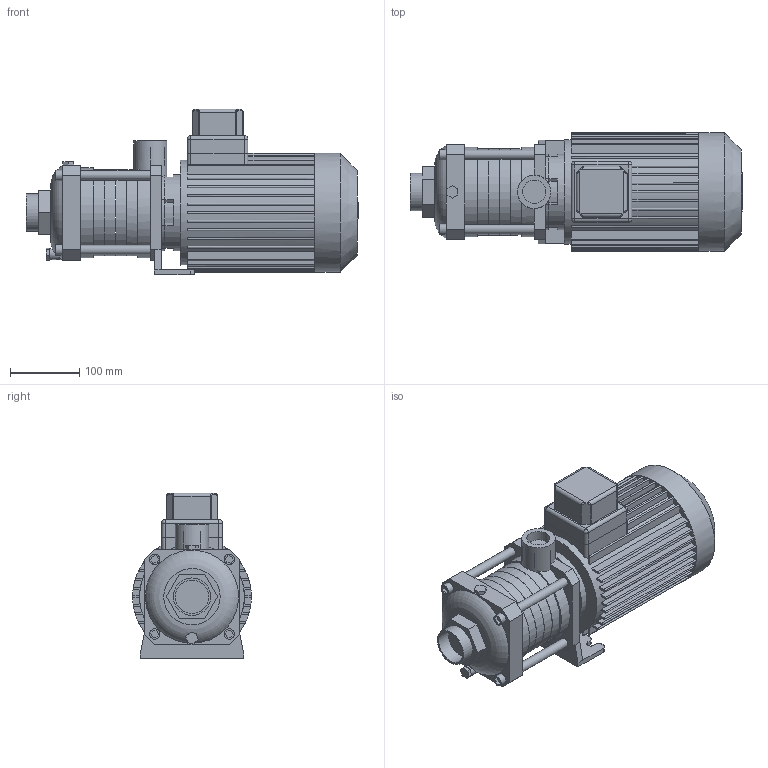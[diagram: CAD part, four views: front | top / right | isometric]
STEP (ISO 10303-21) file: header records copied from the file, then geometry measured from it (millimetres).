
FILE_DESCRIPTION(/* description */ (''),/* implementation_level */ '2;1');
FILE_NAME(/* name */ '3d_MHIL904-E-3-400-50-2_IE3-4210669.stp',/* time_stamp */ '2017-03-20T11:23:37+01:00',/* author */ ('Andrzej'),/* organization */ (''),/* preprocessor_version */ 'ST-DEVELOPER v15.5',/* originating_system */ 'AutoCAD Mechanical',/* authorisation */ '');
FILE_SCHEMA (('AUTOMOTIVE_DESIGN { 1 0 10303 214 3 1 1 }'));
Length unit declared in the file: millimetre
Products named in the file (1): Product
Bounding box: 481.1 x 172 x 240 mm (x, y, z)
Volume: 8451721.2 mm3; surface area: 609872.5 mm2
Topology: 10 solids, 10 shells, 482 faces, 1240 edges, 797 vertices
Faces by surface type: plane 338, cylinder 105, bspline 32, sphere 4, torus 2, cone 1
Full cylindrical faces by diameter (mm): 13.454 x4, 15 x4, 15.7 x1, 33.7 x1, 48.3 x1, 48.4 x1, 54.3 x1, 110 x1, 125 x4, 130 x1, 152 x1, 172 x1
Entity records: 15178 total; most frequent: CARTESIAN_POINT 3458, DIRECTION 2421, ORIENTED_EDGE 2406, EDGE_CURVE 1203, AXIS2_PLACEMENT_3D 826, VERTEX_POINT 788, LINE 769, VECTOR 769
